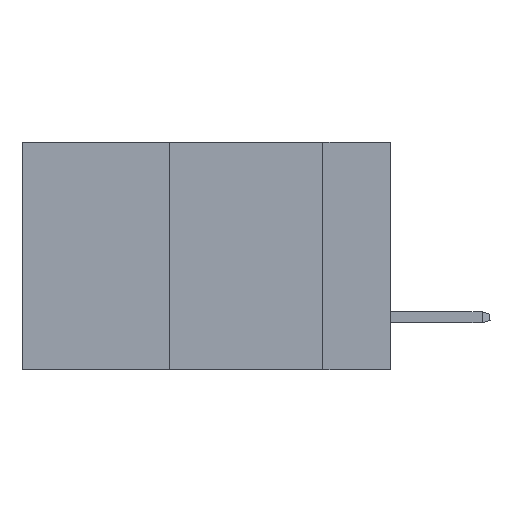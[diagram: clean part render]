
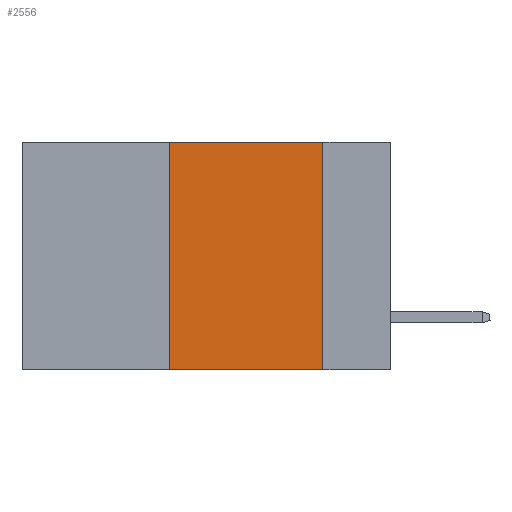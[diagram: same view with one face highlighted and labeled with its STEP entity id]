
A CAD part, left-side view. The second image highlights one B-rep face of the part: STEP entity #2556.
In plain terms, the highlighted planar face has unit normal (-1, 0, 0).
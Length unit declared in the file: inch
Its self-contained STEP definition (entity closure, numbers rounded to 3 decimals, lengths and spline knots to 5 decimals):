
#687 = ORIENTED_EDGE ( 'NONE', *, *, #7758, .F. ) ;
#700 = DIRECTION ( 'NONE',  ( 0., -1., 0. ) ) ;
#836 = CARTESIAN_POINT ( 'NONE',  ( 0., 0.11, 0. ) ) ;
#949 = CARTESIAN_POINT ( 'NONE',  ( 0., 0.36, 0. ) ) ;
#1486 = PLANE ( 'NONE',  #6299 ) ;
#1540 = CARTESIAN_POINT ( 'NONE',  ( 0., 0.6, -0.37 ) ) ;
#1736 = VECTOR ( 'NONE', #4925, 39.37008 ) ;
#2556 = ADVANCED_FACE ( 'NONE', ( #8612 ), #1486, .F. ) ;
#2973 = CARTESIAN_POINT ( 'NONE',  ( 0., 0.36, -0.37 ) ) ;
#3226 = CARTESIAN_POINT ( 'NONE',  ( 0., 0.6, 0. ) ) ;
#3281 = LINE ( 'NONE', #836, #4588 ) ;
#3291 = ORIENTED_EDGE ( 'NONE', *, *, #10072, .F. ) ;
#3432 = DIRECTION ( 'NONE',  ( 0., 0., 1. ) ) ;
#4177 = CARTESIAN_POINT ( 'NONE',  ( 0., 0.11, -0.37 ) ) ;
#4588 = VECTOR ( 'NONE', #9137, 39.37008 ) ;
#4896 = ORIENTED_EDGE ( 'NONE', *, *, #5928, .F. ) ;
#4925 = DIRECTION ( 'NONE',  ( 0., -1., 0. ) ) ;
#4969 = VECTOR ( 'NONE', #700, 39.37008 ) ;
#5844 = VERTEX_POINT ( 'NONE', #10026 ) ;
#5928 = EDGE_CURVE ( 'NONE', #9211, #5844, #8422, .T. ) ;
#6299 = AXIS2_PLACEMENT_3D ( 'NONE', #3226, #7335, #9054 ) ;
#6309 = CARTESIAN_POINT ( 'NONE',  ( 0., 0.36, 0. ) ) ;
#6392 = VERTEX_POINT ( 'NONE', #4177 ) ;
#6430 = LINE ( 'NONE', #1540, #4969 ) ;
#6620 = VERTEX_POINT ( 'NONE', #2973 ) ;
#6911 = EDGE_LOOP ( 'NONE', ( #687, #4896, #3291, #7214 ) ) ;
#7214 = ORIENTED_EDGE ( 'NONE', *, *, #8180, .T. ) ;
#7335 = DIRECTION ( 'NONE',  ( 1., 0., 0. ) ) ;
#7758 = EDGE_CURVE ( 'NONE', #5844, #6392, #3281, .T. ) ;
#8180 = EDGE_CURVE ( 'NONE', #6620, #6392, #6430, .T. ) ;
#8422 = LINE ( 'NONE', #10650, #1736 ) ;
#8612 = FACE_OUTER_BOUND ( 'NONE', #6911, .T. ) ;
#8857 = LINE ( 'NONE', #949, #10143 ) ;
#9054 = DIRECTION ( 'NONE',  ( 0., 0., -1. ) ) ;
#9137 = DIRECTION ( 'NONE',  ( 0., 0., -1. ) ) ;
#9211 = VERTEX_POINT ( 'NONE', #6309 ) ;
#10026 = CARTESIAN_POINT ( 'NONE',  ( 0., 0.11, 0. ) ) ;
#10072 = EDGE_CURVE ( 'NONE', #6620, #9211, #8857, .T. ) ;
#10143 = VECTOR ( 'NONE', #3432, 39.37008 ) ;
#10650 = CARTESIAN_POINT ( 'NONE',  ( 0., 0.6, 0. ) ) ;
